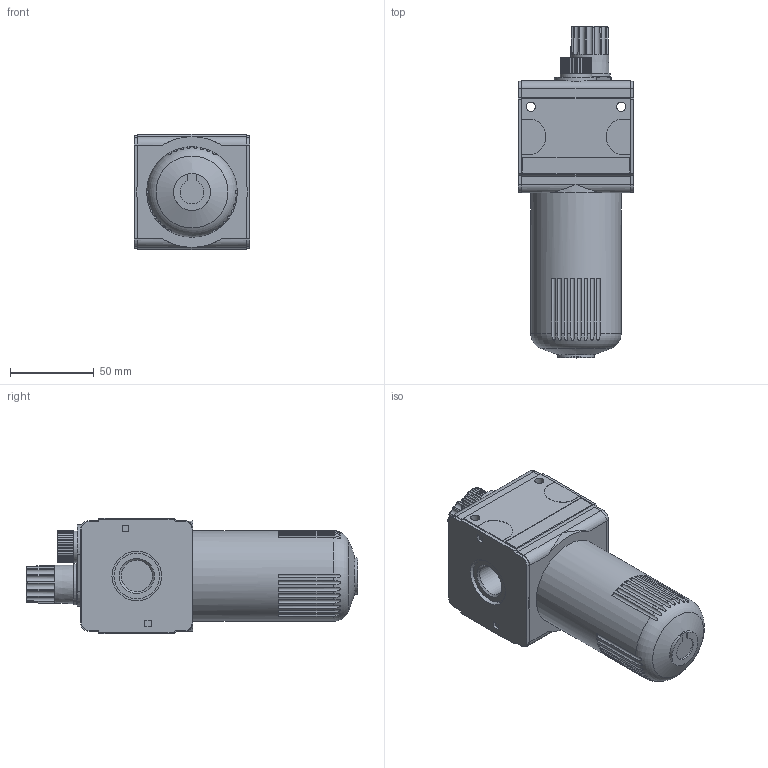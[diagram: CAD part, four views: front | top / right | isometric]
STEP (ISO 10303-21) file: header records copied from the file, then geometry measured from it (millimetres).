
FILE_DESCRIPTION( ( 'STEP AP203' ), ' ' );
FILE_NAME( '9.2533.000.stp', '2017-04-10T09:12:03', ( '' ), ( '' ), ' ', 'PARTsolutions', ' ' );
FILE_SCHEMA( ( 'CONFIG_CONTROL_DESIGN' ) );
Length unit declared in the file: millimetre
Products named in the file (3): 9.2533.000; _L 33 K-00000-G; _L 33 K--P1
Assembly tree (2 placements, depth 2):
  9.2533.000
    _L 33 K-00000-G
    _L 33 K--P1
Bounding box: 68.8 x 198.1 x 69.2 mm (x, y, z)
Volume: 525684.3 mm3; surface area: 57381.1 mm2
Topology: 2 solids, 2 shells, 349 faces, 952 edges, 631 vertices
Faces by surface type: plane 207, cylinder 118, torus 19, cone 4, sphere 1
Full cylindrical faces by diameter (mm): 5.5 x2, 6.3 x1, 10 x1, 11.2 x1, 16 x1, 18.631 x2, 19 x1, 22 x2, 23 x1, 24.5 x1, 27.2 x1, 27.3 x1, 29.6 x2, 54 x1
Entity records: 12177 total; most frequent: CARTESIAN_POINT 3153, DIRECTION 1915, ORIENTED_EDGE 1842, EDGE_CURVE 921, AXIS2_PLACEMENT_3D 731, VERTEX_POINT 627, LINE 453, VECTOR 453
